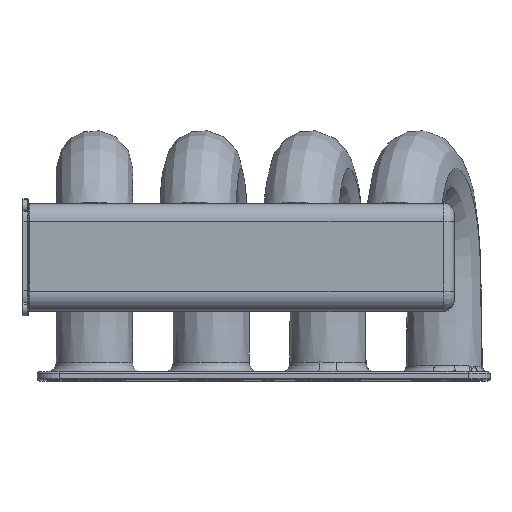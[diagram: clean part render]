
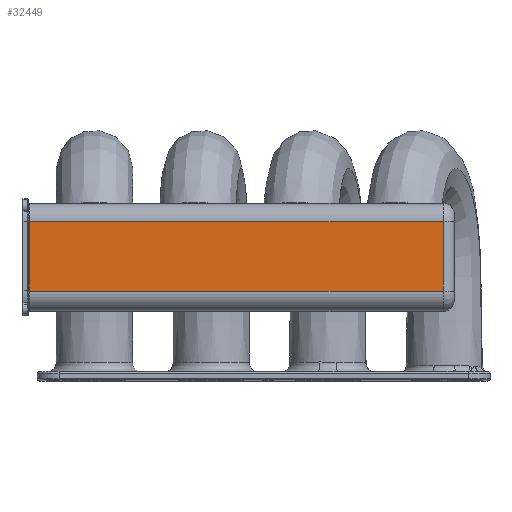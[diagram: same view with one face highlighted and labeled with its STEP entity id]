
A CAD part, top view. The second image highlights one B-rep face of the part: STEP entity #32449.
In plain terms, the highlighted planar face has unit normal (0, 0, 1).
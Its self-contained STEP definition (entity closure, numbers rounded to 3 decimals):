
#21509=CARTESIAN_POINT('Vertex',(112.6,19.529,31.765)) ;
#21529=CARTESIAN_POINT('Line Origine',(112.6,0.,31.765)) ;
#21533=CARTESIAN_POINT('Vertex',(112.6,-18.554,31.765)) ;
#32419=CARTESIAN_POINT('Axis2P3D Location',(-115.,19.529,31.765)) ;
#32424=CARTESIAN_POINT('Line Origine',(-0.95,-18.554,31.765)) ;
#32428=CARTESIAN_POINT('Vertex',(-114.5,-18.554,31.765)) ;
#32431=CARTESIAN_POINT('Line Origine',(-0.95,19.529,31.765)) ;
#32435=CARTESIAN_POINT('Vertex',(-114.5,19.529,31.765)) ;
#32438=CARTESIAN_POINT('Line Origine',(-114.5,0.488,31.765)) ;
#21530=DIRECTION('Vector Direction',(0.,-1.,0.)) ;
#32420=DIRECTION('Axis2P3D Direction',(-0.,0.,1.)) ;
#32421=DIRECTION('Axis2P3D XDirection',(0.,-1.,0.)) ;
#32425=DIRECTION('Vector Direction',(1.,0.,0.)) ;
#32432=DIRECTION('Vector Direction',(1.,0.,0.)) ;
#32439=DIRECTION('Vector Direction',(0.,-1.,0.)) ;
#32422=AXIS2_PLACEMENT_3D('Plane Axis2P3D',#32419,#32420,#32421) ;
#32444=ORIENTED_EDGE('',*,*,#32430,.T.) ;
#32445=ORIENTED_EDGE('',*,*,#21535,.F.) ;
#32446=ORIENTED_EDGE('',*,*,#32437,.F.) ;
#32447=ORIENTED_EDGE('',*,*,#32442,.T.) ;
#21531=VECTOR('Line Direction',#21530,1.) ;
#32426=VECTOR('Line Direction',#32425,1.) ;
#32433=VECTOR('Line Direction',#32432,1.) ;
#32440=VECTOR('Line Direction',#32439,1.) ;
#32449=ADVANCED_FACE('Body.3',(#32448),#32423,.T.) ;
#21535=EDGE_CURVE('',#21510,#21534,#21532,.T.) ;
#32430=EDGE_CURVE('',#32429,#21534,#32427,.T.) ;
#32437=EDGE_CURVE('',#32436,#21510,#32434,.T.) ;
#32442=EDGE_CURVE('',#32436,#32429,#32441,.T.) ;
#32443=EDGE_LOOP('',(#32444,#32445,#32446,#32447)) ;
#32448=FACE_OUTER_BOUND('',#32443,.T.) ;
#21532=LINE('Line',#21529,#21531) ;
#32427=LINE('Line',#32424,#32426) ;
#32434=LINE('Line',#32431,#32433) ;
#32441=LINE('Line',#32438,#32440) ;
#32423=PLANE('',#32422) ;
#21510=VERTEX_POINT('',#21509) ;
#21534=VERTEX_POINT('',#21533) ;
#32429=VERTEX_POINT('',#32428) ;
#32436=VERTEX_POINT('',#32435) ;
